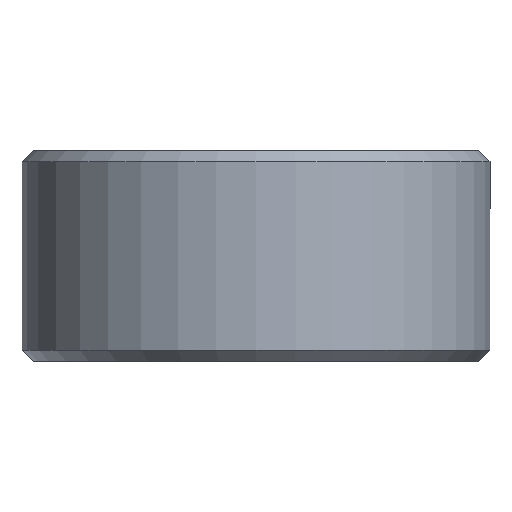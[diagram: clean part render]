
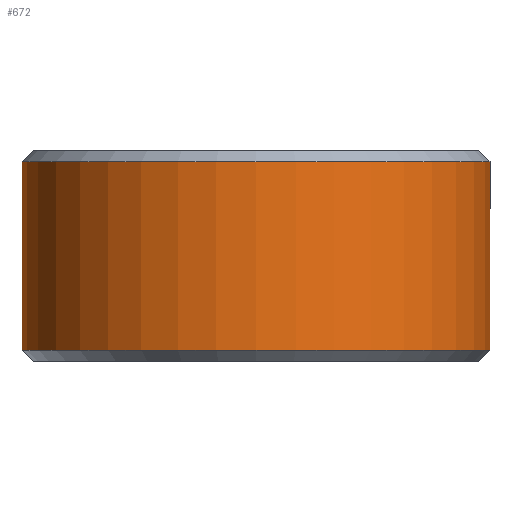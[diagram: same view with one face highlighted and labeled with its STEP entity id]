
A CAD part, left-side view. The second image highlights one B-rep face of the part: STEP entity #672.
In plain terms, the highlighted cylindrical face has radius 7.938 mm (diameter 15.875 mm), a partial arc.
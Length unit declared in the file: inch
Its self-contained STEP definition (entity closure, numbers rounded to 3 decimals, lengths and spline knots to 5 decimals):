
#16=CYLINDRICAL_SURFACE('',#731,0.3125);
#25=FACE_BOUND('',#218,.T.);
#26=FACE_BOUND('',#219,.T.);
#45=B_SPLINE_CURVE_WITH_KNOTS('',3,(#1167,#1168,#1169,#1170,#1171,#1172,
#1173,#1174,#1175,#1176,#1177,#1178,#1179,#1180,#1181,#1182,#1183,#1184,
#1185,#1186,#1187,#1188,#1189,#1190,#1191,#1192,#1193),.UNSPECIFIED.,.F.,
 .F.,(4,2,2,2,2,2,3,2,2,2,2,2,4),(-0.77924,-0.60855,
-0.42797,-0.30949,-0.19102,-0.09551,
0.,0.09551,0.19102,0.30949,0.42797,
0.60855,0.77924),.UNSPECIFIED.);
#46=B_SPLINE_CURVE_WITH_KNOTS('',3,(#1195,#1196,#1197,#1198,#1199,#1200,
#1201,#1202,#1203,#1204,#1205,#1206,#1207,#1208,#1209,#1210,#1211,#1212,
#1213,#1214,#1215,#1216,#1217,#1218,#1219,#1220,#1221,#1222,#1223,#1224,
#1225,#1226,#1227,#1228,#1229,#1230,#1231,#1232),.UNSPECIFIED.,.T.,.F.,
(4,2,2,2,2,2,2,2,2,2,2,2,2,2,2,2,2,2,4),(-0.81634,-0.79458,
-0.77282,-0.72929,-0.66559,-0.60189,
-0.54679,-0.4917,-0.44994,-0.40817,
-0.36641,-0.32464,-0.26955,-0.21446,
-0.15076,-0.08705,-0.04353,-0.02176,
0.),.UNSPECIFIED.);
#55=LINE('',#1001,#100);
#61=LINE('',#1052,#106);
#71=LINE('',#1162,#116);
#72=LINE('',#1164,#117);
#73=LINE('',#1166,#118);
#100=VECTOR('',#786,0.251);
#106=VECTOR('',#808,0.251);
#116=VECTOR('',#862,0.01772);
#117=VECTOR('',#863,0.09178);
#118=VECTOR('',#864,0.01772);
#176=FACE_OUTER_BOUND('',#217,.T.);
#217=EDGE_LOOP('',(#533,#534,#535,#536));
#218=EDGE_LOOP('',(#537,#538,#539,#540));
#219=EDGE_LOOP('',(#541));
#251=CIRCLE('',#695,0.3125);
#268=CIRCLE('',#730,0.3125);
#278=VERTEX_POINT('',#941);
#279=VERTEX_POINT('',#942);
#293=VERTEX_POINT('',#997);
#302=VERTEX_POINT('',#1051);
#316=VERTEX_POINT('',#1160);
#317=VERTEX_POINT('',#1161);
#318=VERTEX_POINT('',#1163);
#319=VERTEX_POINT('',#1165);
#320=VERTEX_POINT('',#1194);
#339=EDGE_CURVE('',#278,#279,#251,.T.);
#356=EDGE_CURVE('',#278,#293,#55,.T.);
#369=EDGE_CURVE('',#302,#279,#61,.T.);
#394=EDGE_CURVE('',#302,#293,#268,.T.);
#395=EDGE_CURVE('',#316,#317,#71,.T.);
#396=EDGE_CURVE('',#318,#317,#72,.T.);
#397=EDGE_CURVE('',#318,#319,#73,.T.);
#398=EDGE_CURVE('',#319,#316,#45,.T.);
#399=EDGE_CURVE('',#320,#320,#46,.T.);
#533=ORIENTED_EDGE('',*,*,#394,.F.);
#534=ORIENTED_EDGE('',*,*,#369,.T.);
#535=ORIENTED_EDGE('',*,*,#339,.F.);
#536=ORIENTED_EDGE('',*,*,#356,.T.);
#537=ORIENTED_EDGE('',*,*,#395,.T.);
#538=ORIENTED_EDGE('',*,*,#396,.F.);
#539=ORIENTED_EDGE('',*,*,#397,.T.);
#540=ORIENTED_EDGE('',*,*,#398,.T.);
#541=ORIENTED_EDGE('',*,*,#399,.T.);
#672=ADVANCED_FACE('',(#176,#25,#26),#16,.T.);
#695=AXIS2_PLACEMENT_3D('',#943,#764,#765);
#730=AXIS2_PLACEMENT_3D('',#1158,#858,#859);
#731=AXIS2_PLACEMENT_3D('',#1159,#860,#861);
#764=DIRECTION('center_axis',(0.,0.,1.));
#765=DIRECTION('ref_axis',(-1.,0.,0.));
#786=DIRECTION('',(0.,0.,-1.));
#808=DIRECTION('',(0.,0.,1.));
#858=DIRECTION('center_axis',(0.,0.,-1.));
#859=DIRECTION('ref_axis',(0.997,-0.075,0.));
#860=DIRECTION('center_axis',(0.,0.,-1.));
#861=DIRECTION('ref_axis',(-1.,0.,0.));
#862=DIRECTION('',(0.,0.,1.));
#863=DIRECTION('',(0.,0.,-1.));
#864=DIRECTION('',(0.,0.,1.));
#941=CARTESIAN_POINT('',(0.31162,0.02344,0.266));
#942=CARTESIAN_POINT('',(0.31162,-0.02344,0.266));
#943=CARTESIAN_POINT('Origin',(0.,0.,0.266));
#997=CARTESIAN_POINT('',(0.31162,0.02344,0.015));
#1001=CARTESIAN_POINT('',(0.31162,0.02344,0.266));
#1051=CARTESIAN_POINT('',(0.31162,-0.02344,0.015));
#1052=CARTESIAN_POINT('',(0.31162,-0.02344,0.015));
#1158=CARTESIAN_POINT('Origin',(0.,0.,0.015));
#1159=CARTESIAN_POINT('Origin',(0.,0.,0.281));
#1160=CARTESIAN_POINT('',(0.28916,0.1185,0.07689));
#1161=CARTESIAN_POINT('',(0.28916,0.1185,0.09461));
#1162=CARTESIAN_POINT('',(0.28916,0.1185,0.07689));
#1163=CARTESIAN_POINT('',(0.28916,0.1185,0.18639));
#1164=CARTESIAN_POINT('',(0.28916,0.1185,0.18639));
#1165=CARTESIAN_POINT('',(0.28916,0.1185,0.20411));
#1166=CARTESIAN_POINT('',(0.28916,0.1185,0.18639));
#1167=CARTESIAN_POINT('Ctrl Pts',(0.28916,0.1185,0.20411));
#1168=CARTESIAN_POINT('Ctrl Pts',(0.28141,0.13742,0.21376));
#1169=CARTESIAN_POINT('Ctrl Pts',(0.27089,0.1575,0.2231));
#1170=CARTESIAN_POINT('Ctrl Pts',(0.24413,0.1966,0.23741));
#1171=CARTESIAN_POINT('Ctrl Pts',(0.22755,0.2155,0.24205));
#1172=CARTESIAN_POINT('Ctrl Pts',(0.19849,0.24187,0.24205));
#1173=CARTESIAN_POINT('Ctrl Pts',(0.18517,0.25221,0.23996));
#1174=CARTESIAN_POINT('Ctrl Pts',(0.15912,0.26941,0.2295));
#1175=CARTESIAN_POINT('Ctrl Pts',(0.14644,0.2763,0.22106));
#1176=CARTESIAN_POINT('Ctrl Pts',(0.12811,0.28518,0.20172));
#1177=CARTESIAN_POINT('Ctrl Pts',(0.12076,0.28827,0.19071));
#1178=CARTESIAN_POINT('Ctrl Pts',(0.11092,0.2922,0.16636));
#1179=CARTESIAN_POINT('Ctrl Pts',(0.10845,0.29308,0.15303));
#1180=CARTESIAN_POINT('Ctrl Pts',(0.10845,0.29308,0.1405));
#1181=CARTESIAN_POINT('Ctrl Pts',(0.10845,0.29308,0.12797));
#1182=CARTESIAN_POINT('Ctrl Pts',(0.11092,0.2922,0.11464));
#1183=CARTESIAN_POINT('Ctrl Pts',(0.12076,0.28827,0.09029));
#1184=CARTESIAN_POINT('Ctrl Pts',(0.12811,0.28518,0.07928));
#1185=CARTESIAN_POINT('Ctrl Pts',(0.14644,0.2763,0.05994));
#1186=CARTESIAN_POINT('Ctrl Pts',(0.15912,0.26941,0.0515));
#1187=CARTESIAN_POINT('Ctrl Pts',(0.18517,0.25221,0.04104));
#1188=CARTESIAN_POINT('Ctrl Pts',(0.19849,0.24187,0.03895));
#1189=CARTESIAN_POINT('Ctrl Pts',(0.22755,0.2155,0.03895));
#1190=CARTESIAN_POINT('Ctrl Pts',(0.24413,0.1966,0.04359));
#1191=CARTESIAN_POINT('Ctrl Pts',(0.27089,0.1575,0.0579));
#1192=CARTESIAN_POINT('Ctrl Pts',(0.28141,0.13742,0.06724));
#1193=CARTESIAN_POINT('Ctrl Pts',(0.28916,0.1185,0.07689));
#1194=CARTESIAN_POINT('',(0.21,-0.23142,0.096));
#1195=CARTESIAN_POINT('Ctrl Pts',(0.2545,-0.18134,0.1405));
#1196=CARTESIAN_POINT('Ctrl Pts',(0.2545,-0.18134,0.13764));
#1197=CARTESIAN_POINT('Ctrl Pts',(0.25422,-0.18174,
0.1348));
#1198=CARTESIAN_POINT('Ctrl Pts',(0.25316,-0.18321,
0.12932));
#1199=CARTESIAN_POINT('Ctrl Pts',(0.25238,-0.18429,
0.12667));
#1200=CARTESIAN_POINT('Ctrl Pts',(0.24945,-0.18825,0.11924));
#1201=CARTESIAN_POINT('Ctrl Pts',(0.2467,-0.19188,
0.11495));
#1202=CARTESIAN_POINT('Ctrl Pts',(0.2396,-0.20074,
0.10664));
#1203=CARTESIAN_POINT('Ctrl Pts',(0.23431,-0.20695,
0.10268));
#1204=CARTESIAN_POINT('Ctrl Pts',(0.22261,-0.21949,
0.09734));
#1205=CARTESIAN_POINT('Ctrl Pts',(0.21619,-0.2258,
0.096));
#1206=CARTESIAN_POINT('Ctrl Pts',(0.20465,-0.23628,
0.096));
#1207=CARTESIAN_POINT('Ctrl Pts',(0.19866,-0.24134,
0.09702));
#1208=CARTESIAN_POINT('Ctrl Pts',(0.18715,-0.25037,0.10181));
#1209=CARTESIAN_POINT('Ctrl Pts',(0.18163,-0.25435,
0.10559));
#1210=CARTESIAN_POINT('Ctrl Pts',(0.17384,-0.25972,
0.11409));
#1211=CARTESIAN_POINT('Ctrl Pts',(0.17076,-0.26173,
0.11878));
#1212=CARTESIAN_POINT('Ctrl Pts',(0.16658,-0.26441,
0.12924));
#1213=CARTESIAN_POINT('Ctrl Pts',(0.1655,-0.26508,0.13502));
#1214=CARTESIAN_POINT('Ctrl Pts',(0.1655,-0.26508,0.14598));
#1215=CARTESIAN_POINT('Ctrl Pts',(0.16658,-0.26441,
0.15176));
#1216=CARTESIAN_POINT('Ctrl Pts',(0.17076,-0.26173,
0.16222));
#1217=CARTESIAN_POINT('Ctrl Pts',(0.17384,-0.25972,
0.16691));
#1218=CARTESIAN_POINT('Ctrl Pts',(0.18163,-0.25435,
0.17541));
#1219=CARTESIAN_POINT('Ctrl Pts',(0.18715,-0.25037,0.17919));
#1220=CARTESIAN_POINT('Ctrl Pts',(0.19866,-0.24134,
0.18398));
#1221=CARTESIAN_POINT('Ctrl Pts',(0.20465,-0.23628,
0.185));
#1222=CARTESIAN_POINT('Ctrl Pts',(0.21619,-0.2258,
0.185));
#1223=CARTESIAN_POINT('Ctrl Pts',(0.22261,-0.21949,
0.18366));
#1224=CARTESIAN_POINT('Ctrl Pts',(0.23431,-0.20695,
0.17832));
#1225=CARTESIAN_POINT('Ctrl Pts',(0.2396,-0.20074,
0.17436));
#1226=CARTESIAN_POINT('Ctrl Pts',(0.2467,-0.19188,
0.16605));
#1227=CARTESIAN_POINT('Ctrl Pts',(0.24945,-0.18825,0.16176));
#1228=CARTESIAN_POINT('Ctrl Pts',(0.25238,-0.18429,
0.15433));
#1229=CARTESIAN_POINT('Ctrl Pts',(0.25316,-0.18321,
0.15168));
#1230=CARTESIAN_POINT('Ctrl Pts',(0.25422,-0.18174,
0.1462));
#1231=CARTESIAN_POINT('Ctrl Pts',(0.2545,-0.18134,0.14336));
#1232=CARTESIAN_POINT('Ctrl Pts',(0.2545,-0.18134,0.1405));
